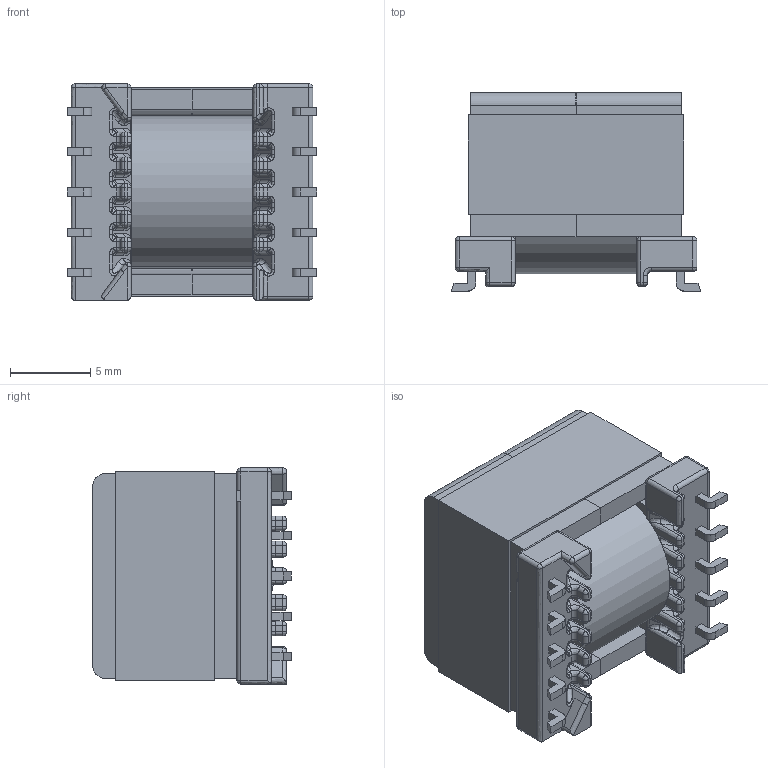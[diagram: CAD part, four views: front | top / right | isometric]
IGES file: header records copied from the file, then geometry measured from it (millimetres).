
Start section: SolidWorks IGES file using analytic representation for surfaces
Global section: file name: EP13_5817.IGS; native system: SolidWorks 2017; preprocessor: SolidWorks 2017; author: e.wtnpm; date: 210728.162543; units: millimetre
Bounding box: 15.6 x 12.38 x 13.5 mm (x, y, z)
Surface area: 3224.3 mm2 (no closed solid volume)
Topology: 0 solids, 0 shells, 690 faces, 4756 edges, 4652 vertices
Faces by surface type: bspline 348, revolution 342
